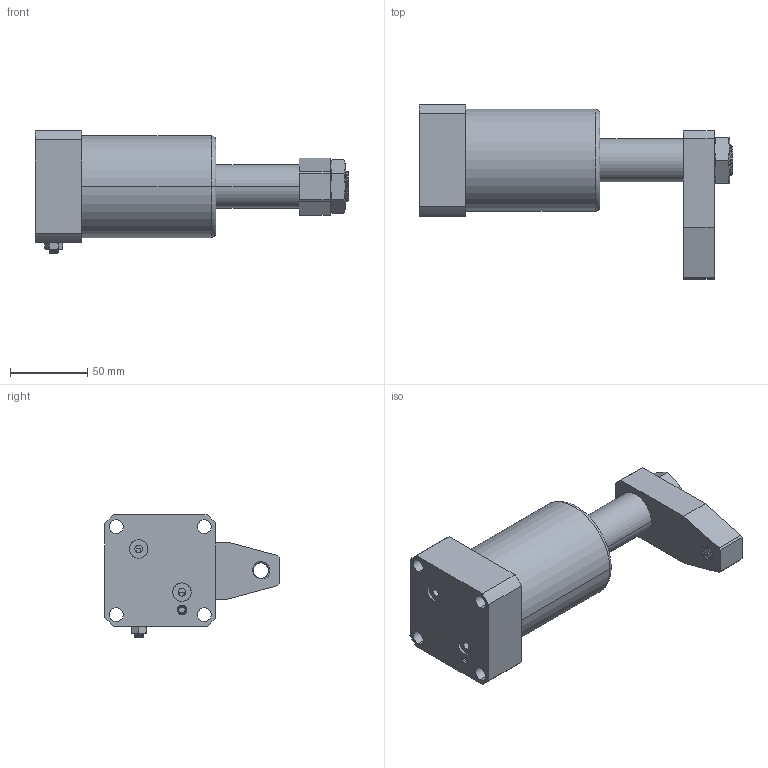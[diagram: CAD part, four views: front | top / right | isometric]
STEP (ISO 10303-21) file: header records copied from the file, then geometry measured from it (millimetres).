
FILE_DESCRIPTION (( 'STEP AP203' ), '1' );
FILE_NAME ('chs-mf50S-e_asm.STEP', '2019-04-24T12:17:57', ( '' ), ( '' ), 'SwSTEP 2.0', 'SolidWorks 2017', '' );
FILE_SCHEMA (( 'CONFIG_CONTROL_DESIGN' ));
Length unit declared in the file: millimetre
Products named in the file (11): M6_3; chs-mf50S-e_asm; PRT0001_2; M6LM_2; M20LM_5; PRT0003_2; CHS-MF50EBT; CHS-50SYB_5; CHS-50-ESHSG_1; PRT0002_2; PRT0006_2
Assembly tree (11 placements, depth 2):
  chs-mf50S-e_asm
    CHS-MF50EBT
    CHS-50-ESHSG_1
    M6_3  x2
    PRT0002_2
    M6LM_2
    PRT0003_2
    PRT0001_2
    PRT0006_2
    CHS-50SYB_5
    M20LM_5
Bounding box: 203 x 113 x 79 mm (x, y, z)
Volume: 478982 mm3; surface area: 105795.7 mm2
Topology: 12 solids, 12 shells, 478 faces, 1495 edges, 1066 vertices
Faces by surface type: cylinder 258, plane 107, bspline 80, cone 31, torus 2
Entity records: 52165 total; most frequent: CARTESIAN_POINT 40217, ORIENTED_EDGE 2796, DIRECTION 1409, EDGE_CURVE 1398, VERTEX_POINT 1003, B_SPLINE_CURVE_WITH_KNOTS 874, AXIS2_PLACEMENT_3D 519, EDGE_LOOP 499
